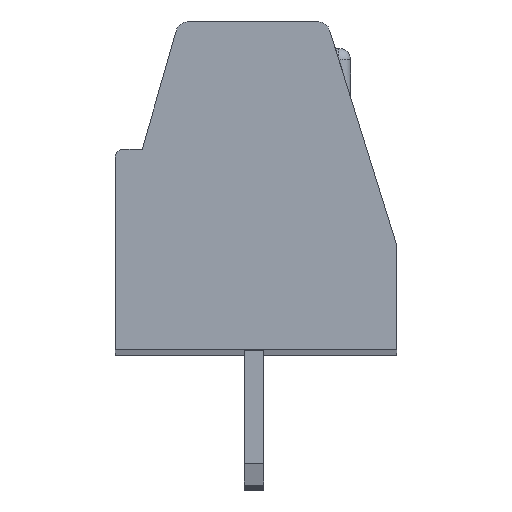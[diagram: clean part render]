
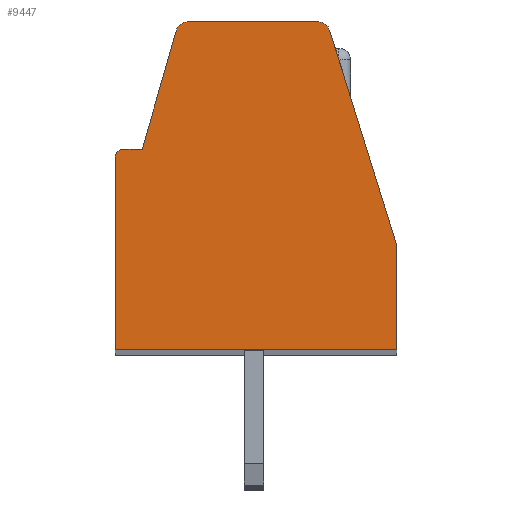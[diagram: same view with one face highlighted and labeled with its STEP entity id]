
A CAD part, top view. The second image highlights one B-rep face of the part: STEP entity #9447.
In plain terms, the highlighted planar face has unit normal (0, 0, 1).
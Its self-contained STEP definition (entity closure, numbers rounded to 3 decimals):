
#14=DIRECTION('',(0.,-1.,0.));
#15=VECTOR('',#14,5.);
#16=CARTESIAN_POINT('',(-3.6,5.,74.295));
#17=LINE('',#16,#15);
#18=CARTESIAN_POINT('',(-3.4,5.,74.295));
#19=DIRECTION('',(0.,0.,1.));
#20=DIRECTION('',(0.,1.,0.));
#21=AXIS2_PLACEMENT_3D('',#18,#19,#20);
#23=DIRECTION('',(-1.,0.,0.));
#24=VECTOR('',#23,0.5);
#25=CARTESIAN_POINT('',(-2.9,5.2,74.295));
#26=LINE('',#25,#24);
#27=DIRECTION('',(-0.276,-0.961,0.));
#28=VECTOR('',#27,3.207);
#29=CARTESIAN_POINT('',(-2.016,8.283,74.295));
#30=LINE('',#29,#28);
#31=CARTESIAN_POINT('',(-1.727,8.2,74.295));
#32=DIRECTION('',(0.,0.,1.));
#33=DIRECTION('',(0.,1.,0.));
#34=AXIS2_PLACEMENT_3D('',#31,#32,#33);
#36=DIRECTION('',(-1.,0.,0.));
#37=VECTOR('',#36,3.4);
#38=CARTESIAN_POINT('',(1.673,8.5,74.295));
#39=LINE('',#38,#37);
#40=CARTESIAN_POINT('',(1.673,8.2,74.295));
#41=DIRECTION('',(0.,0.,1.));
#42=DIRECTION('',(0.955,0.297,0.));
#43=AXIS2_PLACEMENT_3D('',#40,#41,#42);
#45=DIRECTION('',(-0.297,0.955,0.));
#46=VECTOR('',#45,5.854);
#47=CARTESIAN_POINT('',(3.7,2.7,74.295));
#48=LINE('',#47,#46);
#49=DIRECTION('',(0.,1.,0.));
#50=VECTOR('',#49,2.7);
#51=CARTESIAN_POINT('',(3.7,0.,74.295));
#52=LINE('',#51,#50);
#69=DIRECTION('',(1.,0.,0.));
#70=VECTOR('',#69,7.3);
#71=CARTESIAN_POINT('',(-3.6,0.,74.295));
#72=LINE('',#71,#70);
#7580=CARTESIAN_POINT('',(3.7,0.,74.295));
#7581=CARTESIAN_POINT('',(3.7,2.7,74.295));
#7582=VERTEX_POINT('',#7580);
#7583=VERTEX_POINT('',#7581);
#7584=CARTESIAN_POINT('',(1.959,8.289,74.295));
#7585=VERTEX_POINT('',#7584);
#7586=CARTESIAN_POINT('',(1.673,8.5,74.295));
#7587=VERTEX_POINT('',#7586);
#7588=CARTESIAN_POINT('',(-1.727,8.5,74.295));
#7589=VERTEX_POINT('',#7588);
#7590=CARTESIAN_POINT('',(-2.016,8.283,74.295));
#7591=VERTEX_POINT('',#7590);
#7592=CARTESIAN_POINT('',(-2.9,5.2,74.295));
#7593=VERTEX_POINT('',#7592);
#7594=CARTESIAN_POINT('',(-3.4,5.2,74.295));
#7595=VERTEX_POINT('',#7594);
#7596=CARTESIAN_POINT('',(-3.6,5.,74.295));
#7597=VERTEX_POINT('',#7596);
#7598=CARTESIAN_POINT('',(-3.6,0.,74.295));
#7599=VERTEX_POINT('',#7598);
#9420=CARTESIAN_POINT('',(0.,0.,74.295));
#9421=DIRECTION('',(0.,0.,1.));
#9422=DIRECTION('',(1.,0.,0.));
#9423=AXIS2_PLACEMENT_3D('',#9420,#9421,#9422);
#9424=PLANE('',#9423);
#9426=ORIENTED_EDGE('',*,*,#9425,.F.);
#9428=ORIENTED_EDGE('',*,*,#9427,.F.);
#9430=ORIENTED_EDGE('',*,*,#9429,.F.);
#9432=ORIENTED_EDGE('',*,*,#9431,.F.);
#9434=ORIENTED_EDGE('',*,*,#9433,.F.);
#9436=ORIENTED_EDGE('',*,*,#9435,.F.);
#9438=ORIENTED_EDGE('',*,*,#9437,.F.);
#9440=ORIENTED_EDGE('',*,*,#9439,.F.);
#9442=ORIENTED_EDGE('',*,*,#9441,.F.);
#9444=ORIENTED_EDGE('',*,*,#9443,.F.);
#9445=EDGE_LOOP('',(#9426,#9428,#9430,#9432,#9434,#9436,#9438,#9440,#9442,
#9444));
#9446=FACE_OUTER_BOUND('',#9445,.F.);
#22=CIRCLE('',#21,0.2);
#35=CIRCLE('',#34,0.3);
#44=CIRCLE('',#43,0.3);
#9425=EDGE_CURVE('',#7599,#7582,#72,.T.);
#9427=EDGE_CURVE('',#7597,#7599,#17,.T.);
#9429=EDGE_CURVE('',#7595,#7597,#22,.T.);
#9431=EDGE_CURVE('',#7593,#7595,#26,.T.);
#9433=EDGE_CURVE('',#7591,#7593,#30,.T.);
#9435=EDGE_CURVE('',#7589,#7591,#35,.T.);
#9437=EDGE_CURVE('',#7587,#7589,#39,.T.);
#9439=EDGE_CURVE('',#7585,#7587,#44,.T.);
#9441=EDGE_CURVE('',#7583,#7585,#48,.T.);
#9443=EDGE_CURVE('',#7582,#7583,#52,.T.);
#9447=ADVANCED_FACE('',(#9446),#9424,.T.);
